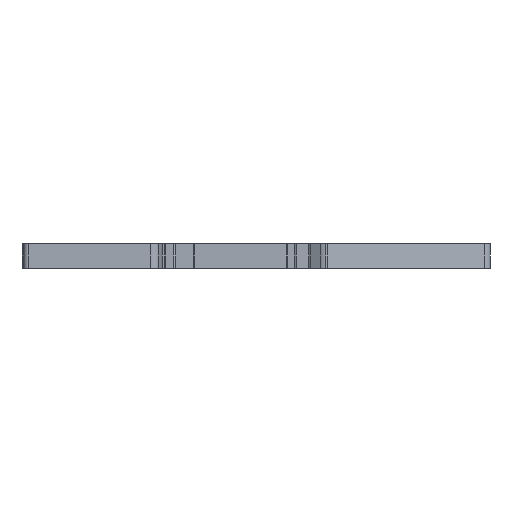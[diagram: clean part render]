
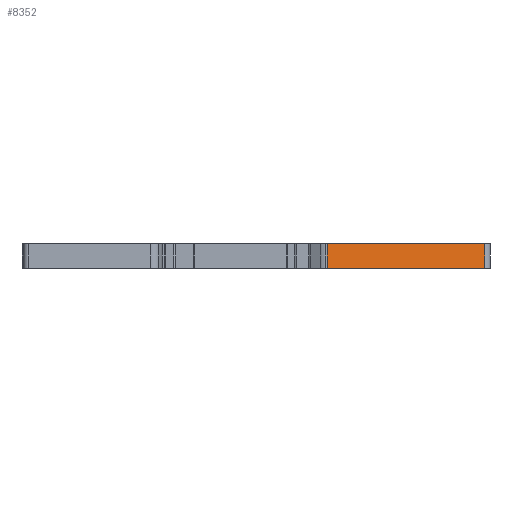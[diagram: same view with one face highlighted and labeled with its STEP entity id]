
A CAD part, front view. The second image highlights one B-rep face of the part: STEP entity #8352.
In plain terms, the highlighted planar face has unit normal (0.254, -0.967, 0).
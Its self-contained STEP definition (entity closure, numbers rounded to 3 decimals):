
#409=DIRECTION('',(0.967,0.254,0.));
#410=VECTOR('',#409,34.605);
#411=CARTESIAN_POINT('',(21.494,-28.201,-2.6));
#412=LINE('',#411,#410);
#1713=DIRECTION('',(-0.967,-0.254,0.));
#1714=VECTOR('',#1713,34.605);
#1715=CARTESIAN_POINT('',(54.961,-19.401,2.6));
#1716=LINE('',#1715,#1714);
#2698=DIRECTION('',(0.,0.,-1.));
#2699=VECTOR('',#2698,5.2);
#2700=CARTESIAN_POINT('',(21.494,-28.201,2.6));
#2701=LINE('',#2700,#2699);
#2702=DIRECTION('',(0.,0.,1.));
#2703=VECTOR('',#2702,5.2);
#2704=CARTESIAN_POINT('',(54.961,-19.401,-2.6));
#2705=LINE('',#2704,#2703);
#4670=CARTESIAN_POINT('',(21.494,-28.201,-2.6));
#4671=VERTEX_POINT('',#4670);
#4672=CARTESIAN_POINT('',(54.961,-19.401,-2.6));
#4673=VERTEX_POINT('',#4672);
#5266=CARTESIAN_POINT('',(54.961,-19.401,2.6));
#5267=VERTEX_POINT('',#5266);
#5268=CARTESIAN_POINT('',(21.494,-28.201,2.6));
#5269=VERTEX_POINT('',#5268);
#8340=CARTESIAN_POINT('',(21.494,-28.201,-2.6));
#8341=DIRECTION('',(0.254,-0.967,0.));
#8342=DIRECTION('',(0.967,0.254,0.));
#8343=AXIS2_PLACEMENT_3D('',#8340,#8341,#8342);
#8344=PLANE('',#8343);
#8345=ORIENTED_EDGE('',*,*,#6077,.F.);
#8346=ORIENTED_EDGE('',*,*,#8335,.F.);
#8347=ORIENTED_EDGE('',*,*,#6909,.F.);
#8349=ORIENTED_EDGE('',*,*,#8348,.F.);
#8350=EDGE_LOOP('',(#8345,#8346,#8347,#8349));
#8351=FACE_OUTER_BOUND('',#8350,.F.);
#6077=EDGE_CURVE('',#4671,#4673,#412,.T.);
#6909=EDGE_CURVE('',#5267,#5269,#1716,.T.);
#8335=EDGE_CURVE('',#5269,#4671,#2701,.T.);
#8348=EDGE_CURVE('',#4673,#5267,#2705,.T.);
#8352=ADVANCED_FACE('',(#8351),#8344,.T.);
